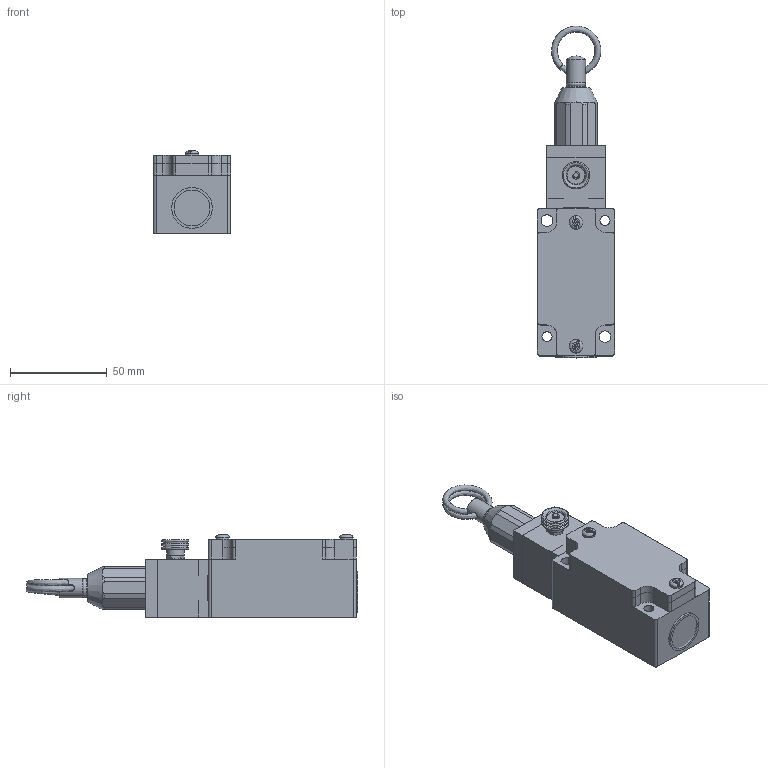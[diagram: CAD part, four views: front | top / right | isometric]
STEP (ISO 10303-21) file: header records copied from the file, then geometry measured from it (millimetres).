
FILE_DESCRIPTION (( 'STEP AP214' ), '1' );
FILE_NAME ('SBM2K9900W02_REV2.STEP', '2023-05-09T17:12:53', ( '' ), ( '' ), 'SwSTEP 2.0', 'SolidWorks 2021', '' );
FILE_SCHEMA (( 'AUTOMOTIVE_DESIGN' ));
Length unit declared in the file: inch
Products named in the file (1): SBM2K9900W02_REV2
Bounding box: 40 x 171.66 x 42.51 mm (x, y, z)
Volume: 286178.3 mm3; surface area: 51019.1 mm2
Topology: 3 solids, 3 shells, 390 faces, 1086 edges, 714 vertices
Faces by surface type: plane 260, cylinder 87, bspline 30, cone 13
Full cylindrical faces by diameter (mm): 2.5 x2, 3 x8, 3.3 x2, 3.5 x1, 4.8 x4, 5.2 x4, 6.3 x1, 6.5 x4, 7 x2, 9 x1, 10 x2, 18.5 x1, 21 x1, 22 x1
Entity records: 15380 total; most frequent: CARTESIAN_POINT 5929, ORIENTED_EDGE 2028, DIRECTION 1722, EDGE_CURVE 1014, VERTEX_POINT 693, VECTOR 632, LINE 632, AXIS2_PLACEMENT_3D 545
